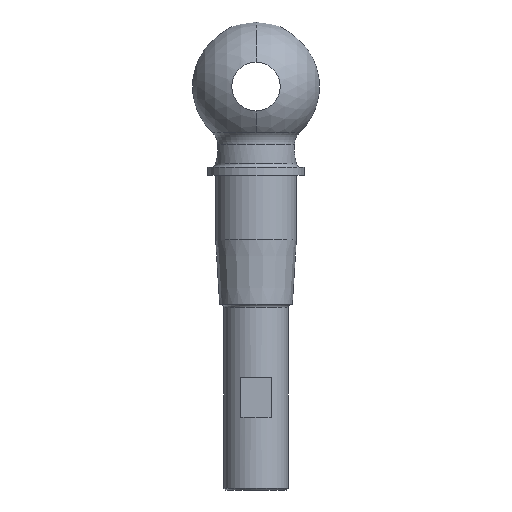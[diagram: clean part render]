
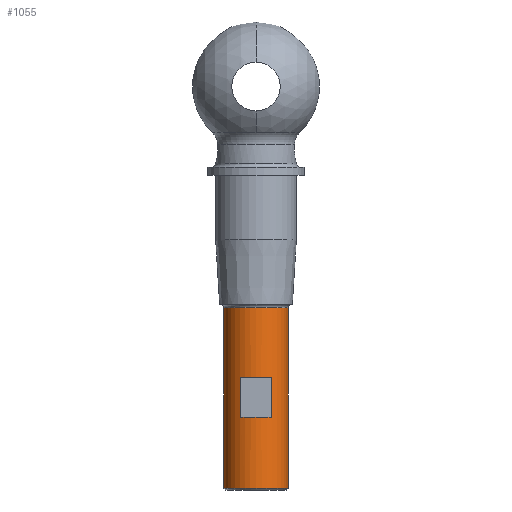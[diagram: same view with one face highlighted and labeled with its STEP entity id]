
A CAD part, front view. The second image highlights one B-rep face of the part: STEP entity #1055.
In plain terms, the highlighted cylindrical face has radius 4 mm (diameter 8 mm), a partial arc.
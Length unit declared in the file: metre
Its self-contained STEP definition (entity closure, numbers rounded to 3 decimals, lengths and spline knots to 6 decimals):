
#18 = ORIENTED_EDGE ( 'NONE', *, *, #307, .T. ) ;
#22 = EDGE_CURVE ( 'NONE', #750, #1184, #730, .T. ) ;
#50 = DIRECTION ( 'NONE',  ( 0., 0., 1. ) ) ;
#56 = DIRECTION ( 'NONE',  ( -1., 0., 0. ) ) ;
#60 = CARTESIAN_POINT ( 'NONE',  ( -0.004, 0., -0.0274 ) ) ;
#61 = CARTESIAN_POINT ( 'NONE',  ( 0., 0., 0.008 ) ) ;
#137 = VERTEX_POINT ( 'NONE', #1480 ) ;
#171 = LINE ( 'NONE', #998, #611 ) ;
#200 = VERTEX_POINT ( 'NONE', #1382 ) ;
#214 = EDGE_CURVE ( 'NONE', #137, #1570, #171, .T. ) ;
#273 = FACE_BOUND ( 'NONE', #1490, .T. ) ;
#294 = DIRECTION ( 'NONE',  ( 1., 0., 0. ) ) ;
#296 = DIRECTION ( 'NONE',  ( 0., 0., 1. ) ) ;
#307 = EDGE_CURVE ( 'NONE', #200, #137, #1076, .T. ) ;
#332 = DIRECTION ( 'NONE',  ( 0., 0., -1. ) ) ;
#356 = CARTESIAN_POINT ( 'NONE',  ( -0.001936, -0.0035, -0.041 ) ) ;
#372 = ORIENTED_EDGE ( 'NONE', *, *, #1344, .T. ) ;
#386 = VECTOR ( 'NONE', #296, 1. ) ;
#393 = AXIS2_PLACEMENT_3D ( 'NONE', #1294, #1402, #1425 ) ;
#438 = CIRCLE ( 'NONE', #1209, 0.004 ) ;
#470 = DIRECTION ( 'NONE',  ( 0., 0., 1. ) ) ;
#520 = AXIS2_PLACEMENT_3D ( 'NONE', #1617, #1228, #294 ) ;
#562 = LINE ( 'NONE', #599, #1254 ) ;
#572 = CARTESIAN_POINT ( 'NONE',  ( 0.001936, -0.0035, -0.036 ) ) ;
#590 = DIRECTION ( 'NONE',  ( 1., 0., 0. ) ) ;
#599 = CARTESIAN_POINT ( 'NONE',  ( -0.004, 0., 0.008 ) ) ;
#602 = CARTESIAN_POINT ( 'NONE',  ( 0., 0., -0.0274 ) ) ;
#611 = VECTOR ( 'NONE', #1018, 1. ) ;
#629 = FACE_OUTER_BOUND ( 'NONE', #815, .T. ) ;
#716 = DIRECTION ( 'NONE',  ( 0., 0., -1. ) ) ;
#730 = LINE ( 'NONE', #1066, #386 ) ;
#750 = VERTEX_POINT ( 'NONE', #356 ) ;
#811 = ORIENTED_EDGE ( 'NONE', *, *, #22, .T. ) ;
#815 = EDGE_LOOP ( 'NONE', ( #1325, #18, #1320, #1102 ) ) ;
#843 = DIRECTION ( 'NONE',  ( 1., 0., 0. ) ) ;
#854 = VERTEX_POINT ( 'NONE', #898 ) ;
#898 = CARTESIAN_POINT ( 'NONE',  ( 0.001936, -0.0035, -0.041 ) ) ;
#927 = CIRCLE ( 'NONE', #520, 0.004 ) ;
#930 = VECTOR ( 'NONE', #1370, 1. ) ;
#953 = LINE ( 'NONE', #1248, #930 ) ;
#998 = CARTESIAN_POINT ( 'NONE',  ( 0.004, 0., 0.008 ) ) ;
#1016 = EDGE_CURVE ( 'NONE', #200, #1532, #562, .T. ) ;
#1018 = DIRECTION ( 'NONE',  ( 0., 0., 1. ) ) ;
#1021 = CIRCLE ( 'NONE', #1109, 0.004 ) ;
#1035 = EDGE_CURVE ( 'NONE', #1570, #1532, #1021, .T. ) ;
#1043 = EDGE_CURVE ( 'NONE', #854, #750, #438, .T. ) ;
#1045 = ORIENTED_EDGE ( 'NONE', *, *, #1074, .T. ) ;
#1055 = ADVANCED_FACE ( 'NONE', ( #629, #273 ), #1666, .T. ) ;
#1066 = CARTESIAN_POINT ( 'NONE',  ( -0.001936, -0.0035, 0.008 ) ) ;
#1074 = EDGE_CURVE ( 'NONE', #1443, #854, #953, .T. ) ;
#1076 = CIRCLE ( 'NONE', #393, 0.004 ) ;
#1102 = ORIENTED_EDGE ( 'NONE', *, *, #1035, .T. ) ;
#1109 = AXIS2_PLACEMENT_3D ( 'NONE', #602, #332, #843 ) ;
#1184 = VERTEX_POINT ( 'NONE', #1276 ) ;
#1209 = AXIS2_PLACEMENT_3D ( 'NONE', #1497, #716, #56 ) ;
#1228 = DIRECTION ( 'NONE',  ( 0., 0., 1. ) ) ;
#1248 = CARTESIAN_POINT ( 'NONE',  ( 0.001936, -0.0035, 0.008 ) ) ;
#1254 = VECTOR ( 'NONE', #50, 1. ) ;
#1276 = CARTESIAN_POINT ( 'NONE',  ( -0.001936, -0.0035, -0.036 ) ) ;
#1294 = CARTESIAN_POINT ( 'NONE',  ( 0., 0., -0.0498 ) ) ;
#1320 = ORIENTED_EDGE ( 'NONE', *, *, #214, .T. ) ;
#1325 = ORIENTED_EDGE ( 'NONE', *, *, #1016, .F. ) ;
#1344 = EDGE_CURVE ( 'NONE', #1184, #1443, #927, .T. ) ;
#1361 = CARTESIAN_POINT ( 'NONE',  ( 0.004, 0., -0.0274 ) ) ;
#1370 = DIRECTION ( 'NONE',  ( 0., 0., -1. ) ) ;
#1382 = CARTESIAN_POINT ( 'NONE',  ( -0.004, 0., -0.0498 ) ) ;
#1402 = DIRECTION ( 'NONE',  ( 0., 0., 1. ) ) ;
#1425 = DIRECTION ( 'NONE',  ( 1., 0., 0. ) ) ;
#1443 = VERTEX_POINT ( 'NONE', #572 ) ;
#1471 = AXIS2_PLACEMENT_3D ( 'NONE', #61, #470, #590 ) ;
#1480 = CARTESIAN_POINT ( 'NONE',  ( 0.004, 0., -0.0498 ) ) ;
#1490 = EDGE_LOOP ( 'NONE', ( #1045, #1590, #811, #372 ) ) ;
#1497 = CARTESIAN_POINT ( 'NONE',  ( 0., 0., -0.041 ) ) ;
#1532 = VERTEX_POINT ( 'NONE', #60 ) ;
#1570 = VERTEX_POINT ( 'NONE', #1361 ) ;
#1590 = ORIENTED_EDGE ( 'NONE', *, *, #1043, .T. ) ;
#1617 = CARTESIAN_POINT ( 'NONE',  ( 0., 0., -0.036 ) ) ;
#1666 = CYLINDRICAL_SURFACE ( 'NONE', #1471, 0.004 ) ;
